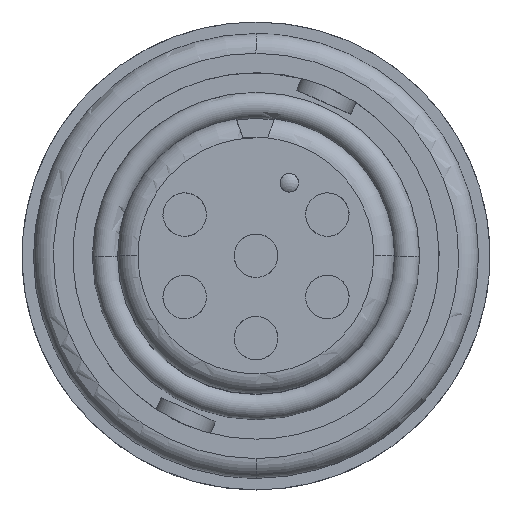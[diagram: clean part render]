
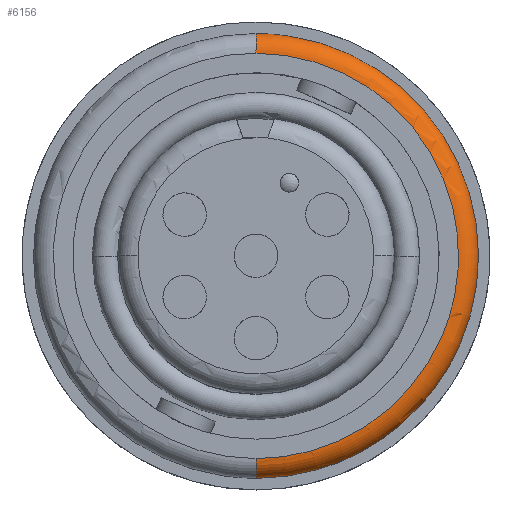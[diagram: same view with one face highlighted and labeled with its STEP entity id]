
A CAD part, top view. The second image highlights one B-rep face of the part: STEP entity #6156.
In plain terms, the highlighted toroidal (fillet/blend) face has major radius 7.811 mm and minor radius 0.762 mm.
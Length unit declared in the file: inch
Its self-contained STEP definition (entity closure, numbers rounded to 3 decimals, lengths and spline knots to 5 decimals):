
#374 = VERTEX_POINT ( 'NONE', #12010 ) ;
#464 = VERTEX_POINT ( 'NONE', #11933 ) ;
#465 = VERTEX_POINT ( 'NONE', #11932 ) ;
#588 = VERTEX_POINT ( 'NONE', #11826 ) ;
#650 = VERTEX_POINT ( 'NONE', #7672 ) ;
#2186 = EDGE_LOOP ( 'NONE', ( #15715, #15717, #15716, #15718, #15719, #15720 ) ) ;
#2197 = VERTEX_POINT ( 'NONE', #7799 ) ;
#2452 = CARTESIAN_POINT ( 'NONE',  ( 0.28145, -0.12385, -0.131 ) ) ;
#2471 = CARTESIAN_POINT ( 'NONE',  ( 0.12407, 0.28251, -0.131 ) ) ;
#2481 = CARTESIAN_POINT ( 'NONE',  ( 0.10019, 0.29183, -0.131 ) ) ;
#2493 = CARTESIAN_POINT ( 'NONE',  ( 0.29904, -0.07601, -0.131 ) ) ;
#2555 = CARTESIAN_POINT ( 'NONE',  ( 0.05087, 0.30433, -0.131 ) ) ;
#2560 = CARTESIAN_POINT ( 'NONE',  ( 0.02544, 0.3075, -0.131 ) ) ;
#2603 = CARTESIAN_POINT ( 'NONE',  ( 0.18966, 0.24338, -0.131 ) ) ;
#2611 = CARTESIAN_POINT ( 'NONE',  ( 0.1688, 0.25828, -0.131 ) ) ;
#2635 = CARTESIAN_POINT ( 'NONE',  ( 0.28267, 0.1237, -0.131 ) ) ;
#2654 = CARTESIAN_POINT ( 'NONE',  ( 0.24363, 0.18934, -0.131 ) ) ;
#2662 = CARTESIAN_POINT ( 'NONE',  ( 0.22707, 0.20891, -0.131 ) ) ;
#2668 = CARTESIAN_POINT ( 'NONE',  ( 0.27143, 0.14673, -0.131 ) ) ;
#2673 = CARTESIAN_POINT ( 'NONE',  ( 0.30439, 0.05048, -0.131 ) ) ;
#2681 = CARTESIAN_POINT ( 'NONE',  ( 0.29915, 0.07557, -0.131 ) ) ;
#2683 = CARTESIAN_POINT ( 'NONE',  ( 0., 0.3075, -0.131 ) ) ;
#2696 = CARTESIAN_POINT ( 'NONE',  ( 0.2917, -0.10057, -0.131 ) ) ;
#2706 = CARTESIAN_POINT ( 'NONE',  ( 0.30747, -0.02584, -0.131 ) ) ;
#2713 = CARTESIAN_POINT ( 'NONE',  ( 0.30855, -0.00023, -0.131 ) ) ;
#3453 = AXIS2_PLACEMENT_3D ( 'NONE', #5188, #5184, #5183 ) ;
#4042 = FACE_OUTER_BOUND ( 'NONE', #2186, .T. ) ;
#4226 = AXIS2_PLACEMENT_3D ( 'NONE', #7818, #7816, #7826 ) ;
#5124 = CARTESIAN_POINT ( 'NONE',  ( 0.30891, -0.13594, -0.161 ) ) ;
#5126 = CARTESIAN_POINT ( 'NONE',  ( 0.29582, -0.1657, -0.161 ) ) ;
#5128 = CARTESIAN_POINT ( 'NONE',  ( 0.27839, -0.19356, -0.161 ) ) ;
#5130 = CARTESIAN_POINT ( 'NONE',  ( 0.23631, -0.24315, -0.161 ) ) ;
#5132 = CARTESIAN_POINT ( 'NONE',  ( 0.21166, -0.26488, -0.161 ) ) ;
#5134 = CARTESIAN_POINT ( 'NONE',  ( 0.15719, -0.30042, -0.161 ) ) ;
#5136 = CARTESIAN_POINT ( 'NONE',  ( 0.12738, -0.31423, -0.161 ) ) ;
#5138 = CARTESIAN_POINT ( 'NONE',  ( 0.06504, -0.33277, -0.161 ) ) ;
#5140 = CARTESIAN_POINT ( 'NONE',  ( 0.03252, -0.3375, -0.161 ) ) ;
#5142 = CARTESIAN_POINT ( 'NONE',  ( 0., -0.3375, -0.161 ) ) ;
#5183 = DIRECTION ( 'NONE',  ( 0., 1., 0. ) ) ;
#5184 = DIRECTION ( 'NONE',  ( 1., 0., 0. ) ) ;
#5188 = CARTESIAN_POINT ( 'NONE',  ( 0., -0.3075, -0.161 ) ) ;
#6156 = ADVANCED_FACE ( 'NONE', ( #4042 ), #6588, .T. ) ;
#6424 = EDGE_CURVE ( 'NONE', #465, #464, #9254, .T. ) ;
#6429 = EDGE_CURVE ( 'NONE', #464, #588, #8626, .T. ) ;
#6493 = EDGE_CURVE ( 'NONE', #374, #465, #8512, .T. ) ;
#6588 = TOROIDAL_SURFACE ( 'NONE', #4226, 0.3075, 0.03 ) ;
#6618 = EDGE_CURVE ( 'NONE', #650, #374, #9451, .T. ) ;
#6860 = EDGE_CURVE ( 'NONE', #650, #2197, #9191, .T. ) ;
#6881 = EDGE_CURVE ( 'NONE', #588, #2197, #9434, .T. ) ;
#7672 = CARTESIAN_POINT ( 'NONE',  ( 0., 0.3075, -0.131 ) ) ;
#7799 = CARTESIAN_POINT ( 'NONE',  ( 0., 0.3375, -0.161 ) ) ;
#7816 = DIRECTION ( 'NONE',  ( 0., 0., -1. ) ) ;
#7818 = CARTESIAN_POINT ( 'NONE',  ( 0., 0., -0.161 ) ) ;
#7826 = DIRECTION ( 'NONE',  ( 0., 1., 0. ) ) ;
#8512 = B_SPLINE_CURVE_WITH_KNOTS ( 'NONE', 3,
 ( #9910, #9909, #9908, #9906, #9905, #9904, #9903, #9902, #9901, #9900 ),
 .UNSPECIFIED., .F., .F.,
 ( 4, 2, 2, 2, 4 ),
 ( 0., 0.09201, 0.18402, 0.27604, 0.36805 ),
 .UNSPECIFIED. ) ;
#8626 = B_SPLINE_CURVE_WITH_KNOTS ( 'NONE', 3,
 ( #5142, #5140, #5138, #5136, #5134, #5132, #5130, #5128, #5126, #5124 ),
 .UNSPECIFIED., .F., .F.,
 ( 4, 2, 2, 2, 4 ),
 ( 0.63195, 0.72396, 0.81598, 0.90799, 1. ),
 .UNSPECIFIED. ) ;
#9191 = CIRCLE ( 'NONE', #13537, 0.03 ) ;
#9254 = CIRCLE ( 'NONE', #3453, 0.03 ) ;
#9434 = B_SPLINE_CURVE_WITH_KNOTS ( 'NONE', 3,
 ( #12629, #12627, #12626, #12624, #12622, #12620, #12619, #12617, #12615, #12614, #12612, #12611, #12610, #12609, #12607, #12605, #12604, #12602 ),
 .UNSPECIFIED., .F., .F.,
 ( 4, 2, 2, 2, 2, 2, 2, 2, 4 ),
 ( 0., 0.07899, 0.15799, 0.23698, 0.31598, 0.39497, 0.47396, 0.55296, 0.63195 ),
 .UNSPECIFIED. ) ;
#9451 = B_SPLINE_CURVE_WITH_KNOTS ( 'NONE', 3,
 ( #2683, #2560, #2555, #2481, #2471, #2611, #2603, #2662, #2654, #2668, #2635, #2681, #2673, #2713, #2706, #2493, #2696, #2452 ),
 .UNSPECIFIED., .F., .F.,
 ( 4, 2, 2, 2, 2, 2, 2, 2, 4 ),
 ( 0.36805, 0.44704, 0.52604, 0.60503, 0.68402, 0.76302, 0.84201, 0.92101, 1. ),
 .UNSPECIFIED. ) ;
#9900 = CARTESIAN_POINT ( 'NONE',  ( 0., -0.3075, -0.131 ) ) ;
#9901 = CARTESIAN_POINT ( 'NONE',  ( 0.02963, -0.3075, -0.131 ) ) ;
#9902 = CARTESIAN_POINT ( 'NONE',  ( 0.05925, -0.30319, -0.131 ) ) ;
#9903 = CARTESIAN_POINT ( 'NONE',  ( 0.11605, -0.2863, -0.131 ) ) ;
#9904 = CARTESIAN_POINT ( 'NONE',  ( 0.14322, -0.27372, -0.131 ) ) ;
#9905 = CARTESIAN_POINT ( 'NONE',  ( 0.19285, -0.24134, -0.131 ) ) ;
#9906 = CARTESIAN_POINT ( 'NONE',  ( 0.2153, -0.22154, -0.131 ) ) ;
#9908 = CARTESIAN_POINT ( 'NONE',  ( 0.25364, -0.17635, -0.131 ) ) ;
#9909 = CARTESIAN_POINT ( 'NONE',  ( 0.26952, -0.15097, -0.131 ) ) ;
#9910 = CARTESIAN_POINT ( 'NONE',  ( 0.28145, -0.12385, -0.131 ) ) ;
#11826 = CARTESIAN_POINT ( 'NONE',  ( 0.30891, -0.13594, -0.161 ) ) ;
#11932 = CARTESIAN_POINT ( 'NONE',  ( 0., -0.3075, -0.131 ) ) ;
#11933 = CARTESIAN_POINT ( 'NONE',  ( 0., -0.3375, -0.161 ) ) ;
#12010 = CARTESIAN_POINT ( 'NONE',  ( 0.28145, -0.12385, -0.131 ) ) ;
#12602 = CARTESIAN_POINT ( 'NONE',  ( 0., 0.3375, -0.161 ) ) ;
#12604 = CARTESIAN_POINT ( 'NONE',  ( 0.02792, 0.3375, -0.161 ) ) ;
#12605 = CARTESIAN_POINT ( 'NONE',  ( 0.05584, 0.33402, -0.161 ) ) ;
#12607 = CARTESIAN_POINT ( 'NONE',  ( 0.10996, 0.3203, -0.161 ) ) ;
#12609 = CARTESIAN_POINT ( 'NONE',  ( 0.13617, 0.31007, -0.161 ) ) ;
#12610 = CARTESIAN_POINT ( 'NONE',  ( 0.18527, 0.28348, -0.161 ) ) ;
#12611 = CARTESIAN_POINT ( 'NONE',  ( 0.20816, 0.26712, -0.161 ) ) ;
#12612 = CARTESIAN_POINT ( 'NONE',  ( 0.24922, 0.22929, -0.161 ) ) ;
#12614 = CARTESIAN_POINT ( 'NONE',  ( 0.2674, 0.20781, -0.161 ) ) ;
#12615 = CARTESIAN_POINT ( 'NONE',  ( 0.29791, 0.16105, -0.161 ) ) ;
#12617 = CARTESIAN_POINT ( 'NONE',  ( 0.31025, 0.13576, -0.161 ) ) ;
#12619 = CARTESIAN_POINT ( 'NONE',  ( 0.32834, 0.08294, -0.161 ) ) ;
#12620 = CARTESIAN_POINT ( 'NONE',  ( 0.33409, 0.0554, -0.161 ) ) ;
#12622 = CARTESIAN_POINT ( 'NONE',  ( 0.33865, -0.00025, -0.161 ) ) ;
#12624 = CARTESIAN_POINT ( 'NONE',  ( 0.33746, -0.02836, -0.161 ) ) ;
#12626 = CARTESIAN_POINT ( 'NONE',  ( 0.32822, -0.08343, -0.161 ) ) ;
#12627 = CARTESIAN_POINT ( 'NONE',  ( 0.32016, -0.11038, -0.161 ) ) ;
#12629 = CARTESIAN_POINT ( 'NONE',  ( 0.30891, -0.13594, -0.161 ) ) ;
#13120 = DIRECTION ( 'NONE',  ( 0., 0., 1. ) ) ;
#13121 = DIRECTION ( 'NONE',  ( -1., 0., 0. ) ) ;
#13122 = CARTESIAN_POINT ( 'NONE',  ( 0., 0.3075, -0.161 ) ) ;
#13537 = AXIS2_PLACEMENT_3D ( 'NONE', #13122, #13121, #13120 ) ;
#15715 = ORIENTED_EDGE ( 'NONE', *, *, #6493, .T. ) ;
#15716 = ORIENTED_EDGE ( 'NONE', *, *, #6429, .T. ) ;
#15717 = ORIENTED_EDGE ( 'NONE', *, *, #6424, .T. ) ;
#15718 = ORIENTED_EDGE ( 'NONE', *, *, #6881, .T. ) ;
#15719 = ORIENTED_EDGE ( 'NONE', *, *, #6860, .F. ) ;
#15720 = ORIENTED_EDGE ( 'NONE', *, *, #6618, .T. ) ;
